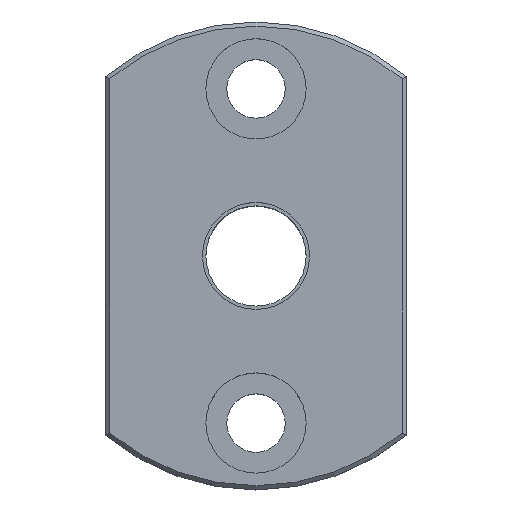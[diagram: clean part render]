
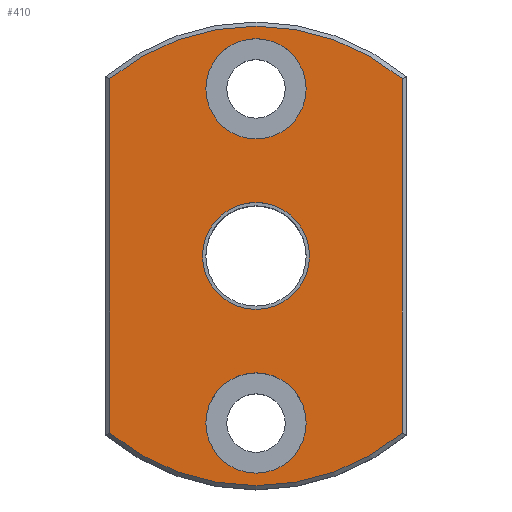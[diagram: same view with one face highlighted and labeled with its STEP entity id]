
A CAD part, top view. The second image highlights one B-rep face of the part: STEP entity #410.
In plain terms, the highlighted planar face has unit normal (0, 0, 1).
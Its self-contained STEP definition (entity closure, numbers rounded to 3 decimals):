
#33=LINE('',#660,#45);
#34=LINE('',#665,#46);
#45=VECTOR('',#527,1000.);
#46=VECTOR('',#530,1000.);
#57=PLANE('',#457);
#74=ORIENTED_EDGE('',*,*,#172,.T.);
#75=ORIENTED_EDGE('',*,*,#173,.T.);
#76=ORIENTED_EDGE('',*,*,#174,.T.);
#77=ORIENTED_EDGE('',*,*,#175,.T.);
#78=ORIENTED_EDGE('',*,*,#176,.T.);
#79=ORIENTED_EDGE('',*,*,#177,.T.);
#80=ORIENTED_EDGE('',*,*,#178,.T.);
#172=EDGE_CURVE('',#221,#221,#258,.T.);
#173=EDGE_CURVE('',#222,#223,#33,.T.);
#174=EDGE_CURVE('',#223,#224,#259,.T.);
#175=EDGE_CURVE('',#224,#225,#34,.T.);
#176=EDGE_CURVE('',#225,#222,#260,.T.);
#177=EDGE_CURVE('',#226,#226,#261,.T.);
#178=EDGE_CURVE('',#227,#227,#262,.T.);
#221=VERTEX_POINT('',#659);
#222=VERTEX_POINT('',#661);
#223=VERTEX_POINT('',#662);
#224=VERTEX_POINT('',#664);
#225=VERTEX_POINT('',#666);
#226=VERTEX_POINT('',#669);
#227=VERTEX_POINT('',#671);
#258=CIRCLE('',#458,3.2);
#259=CIRCLE('',#459,13.75);
#260=CIRCLE('',#460,13.75);
#261=CIRCLE('',#461,3.);
#262=CIRCLE('',#462,3.);
#287=EDGE_LOOP('',(#74));
#288=EDGE_LOOP('',(#75,#76,#77,#78));
#289=EDGE_LOOP('',(#79));
#290=EDGE_LOOP('',(#80));
#343=FACE_BOUND('',#287,.T.);
#344=FACE_BOUND('',#288,.T.);
#345=FACE_BOUND('',#289,.T.);
#346=FACE_BOUND('',#290,.T.);
#410=ADVANCED_FACE('',(#343,#344,#345,#346),#57,.T.);
#457=AXIS2_PLACEMENT_3D('',#657,#523,#524);
#458=AXIS2_PLACEMENT_3D('',#658,#525,#526);
#459=AXIS2_PLACEMENT_3D('',#663,#528,#529);
#460=AXIS2_PLACEMENT_3D('',#667,#531,#532);
#461=AXIS2_PLACEMENT_3D('',#668,#533,#534);
#462=AXIS2_PLACEMENT_3D('',#670,#535,#536);
#523=DIRECTION('',(0.,0.,1.));
#524=DIRECTION('',(1.,0.,0.));
#525=DIRECTION('',(0.,0.,-1.));
#526=DIRECTION('',(0.,1.,0.));
#527=DIRECTION('',(0.,1.,0.));
#528=DIRECTION('',(0.,0.,1.));
#529=DIRECTION('',(1.,0.,0.));
#530=DIRECTION('',(0.,-1.,0.));
#531=DIRECTION('',(0.,0.,1.));
#532=DIRECTION('',(1.,0.,0.));
#533=DIRECTION('',(0.,0.,-1.));
#534=DIRECTION('',(-1.,0.,0.));
#535=DIRECTION('',(0.,0.,-1.));
#536=DIRECTION('',(-1.,0.,0.));
#657=CARTESIAN_POINT('',(0.,6.,0.));
#658=CARTESIAN_POINT('',(0.,0.,0.));
#659=CARTESIAN_POINT('',(0.,3.2,0.));
#660=CARTESIAN_POINT('',(8.75,6.,0.));
#661=CARTESIAN_POINT('',(8.75,-10.607,0.));
#662=CARTESIAN_POINT('',(8.75,10.607,0.));
#663=CARTESIAN_POINT('',(0.,0.,0.));
#664=CARTESIAN_POINT('',(-8.75,10.607,0.));
#665=CARTESIAN_POINT('',(-8.75,6.,0.));
#666=CARTESIAN_POINT('',(-8.75,-10.607,0.));
#667=CARTESIAN_POINT('',(0.,0.,0.));
#668=CARTESIAN_POINT('',(0.,-10.,0.));
#669=CARTESIAN_POINT('',(-3.,-10.,0.));
#670=CARTESIAN_POINT('',(0.,10.,0.));
#671=CARTESIAN_POINT('',(-3.,10.,0.));
